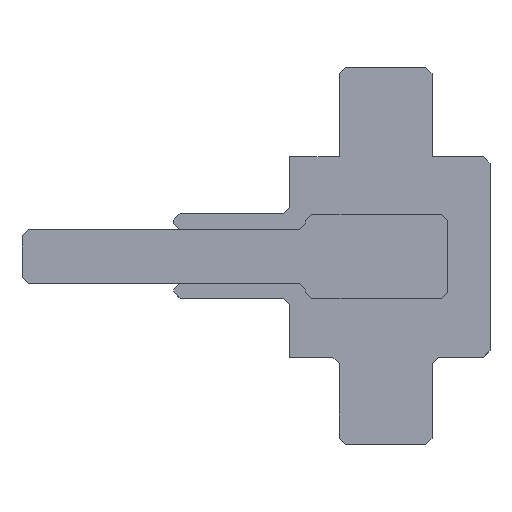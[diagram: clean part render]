
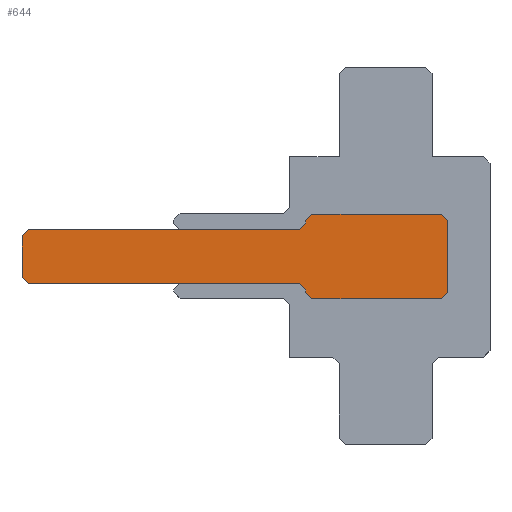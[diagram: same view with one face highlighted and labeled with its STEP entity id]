
A CAD part, top view. The second image highlights one B-rep face of the part: STEP entity #644.
In plain terms, the highlighted planar face has unit normal (0, 0, 1).
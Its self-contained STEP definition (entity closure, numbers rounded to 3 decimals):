
#130=CARTESIAN_POINT('',(0.9,-12.028,11.0));
#131=VERTEX_POINT('',#130);
#132=CARTESIAN_POINT('',(-24.791,-12.028,11.0));
#133=VERTEX_POINT('',#132);
#134=CARTESIAN_POINT('',(0.9,-12.028,11.0));
#135=DIRECTION('',(-1.0,0.0,0.0));
#136=VECTOR('',#135,25.69);
#137=LINE('',#134,#136);
#138=EDGE_CURVE('',#131,#133,#137,.T.);
#170=CARTESIAN_POINT('',(-25.39,-11.427,11.0));
#171=VERTEX_POINT('',#170);
#172=CARTESIAN_POINT('',(-24.791,-12.028,11.0));
#173=DIRECTION('',(-0.706,0.708,0.0));
#174=VECTOR('',#173,0.849);
#175=LINE('',#172,#174);
#176=EDGE_CURVE('',#133,#171,#175,.T.);
#201=CARTESIAN_POINT('',(-25.39,-7.501,11.0));
#202=VERTEX_POINT('',#201);
#203=CARTESIAN_POINT('',(-25.39,-11.427,11.0));
#204=DIRECTION('',(0.0,1.0,0.0));
#205=VECTOR('',#204,3.926);
#206=LINE('',#203,#205);
#207=EDGE_CURVE('',#171,#202,#206,.T.);
#232=CARTESIAN_POINT('',(-24.791,-6.9,11.0));
#233=VERTEX_POINT('',#232);
#234=CARTESIAN_POINT('',(-25.39,-7.501,11.0));
#235=DIRECTION('',(0.706,0.708,0.0));
#236=VECTOR('',#235,0.849);
#237=LINE('',#234,#236);
#238=EDGE_CURVE('',#202,#233,#237,.T.);
#263=CARTESIAN_POINT('',(0.9,-6.9,11.0));
#264=VERTEX_POINT('',#263);
#265=CARTESIAN_POINT('',(-24.791,-6.9,11.0));
#266=DIRECTION('',(1.0,0.0,0.0));
#267=VECTOR('',#266,25.69);
#268=LINE('',#265,#267);
#269=EDGE_CURVE('',#233,#264,#268,.T.);
#294=CARTESIAN_POINT('',(1.5,-6.3,11.0));
#295=VERTEX_POINT('',#294);
#296=CARTESIAN_POINT('',(0.9,-6.9,11.0));
#297=DIRECTION('',(0.708,0.707,0.0));
#298=VECTOR('',#297,0.848);
#299=LINE('',#296,#298);
#300=EDGE_CURVE('',#264,#295,#299,.T.);
#325=CARTESIAN_POINT('',(1.5,-6.051,11.0));
#326=VERTEX_POINT('',#325);
#327=CARTESIAN_POINT('',(1.5,-6.3,11.0));
#328=DIRECTION('',(0.0,1.0,0.0));
#329=VECTOR('',#328,0.249);
#330=LINE('',#327,#329);
#331=EDGE_CURVE('',#295,#326,#330,.T.);
#356=CARTESIAN_POINT('',(2.1,-5.452,11.0));
#357=VERTEX_POINT('',#356);
#358=CARTESIAN_POINT('',(1.5,-6.051,11.0));
#359=DIRECTION('',(0.708,0.707,0.0));
#360=VECTOR('',#359,0.848);
#361=LINE('',#358,#360);
#362=EDGE_CURVE('',#326,#357,#361,.T.);
#387=CARTESIAN_POINT('',(14.408,-5.452,11.0));
#388=VERTEX_POINT('',#387);
#389=CARTESIAN_POINT('',(2.1,-5.452,11.0));
#390=DIRECTION('',(1.0,0.0,0.0));
#391=VECTOR('',#390,12.308);
#392=LINE('',#389,#391);
#393=EDGE_CURVE('',#357,#388,#392,.T.);
#418=CARTESIAN_POINT('',(15.008,-6.051,11.0));
#419=VERTEX_POINT('',#418);
#420=CARTESIAN_POINT('',(14.408,-5.452,11.0));
#421=DIRECTION('',(0.708,-0.707,0.0));
#422=VECTOR('',#421,0.848);
#423=LINE('',#420,#422);
#424=EDGE_CURVE('',#388,#419,#423,.T.);
#449=CARTESIAN_POINT('',(15.008,-12.876,11.0));
#450=VERTEX_POINT('',#449);
#451=CARTESIAN_POINT('',(15.008,-6.051,11.0));
#452=DIRECTION('',(0.0,-1.0,0.0));
#453=VECTOR('',#452,6.825);
#454=LINE('',#451,#453);
#455=EDGE_CURVE('',#419,#450,#454,.T.);
#480=CARTESIAN_POINT('',(14.408,-13.476,11.0));
#481=VERTEX_POINT('',#480);
#482=CARTESIAN_POINT('',(15.008,-12.876,11.0));
#483=DIRECTION('',(-0.708,-0.707,0.0));
#484=VECTOR('',#483,0.848);
#485=LINE('',#482,#484);
#486=EDGE_CURVE('',#450,#481,#485,.T.);
#511=CARTESIAN_POINT('',(2.1,-13.476,11.0));
#512=VERTEX_POINT('',#511);
#513=CARTESIAN_POINT('',(14.408,-13.476,11.0));
#514=DIRECTION('',(-1.0,0.0,0.0));
#515=VECTOR('',#514,12.308);
#516=LINE('',#513,#515);
#517=EDGE_CURVE('',#481,#512,#516,.T.);
#542=CARTESIAN_POINT('',(1.5,-12.876,11.0));
#543=VERTEX_POINT('',#542);
#544=CARTESIAN_POINT('',(2.1,-13.476,11.0));
#545=DIRECTION('',(-0.708,0.707,0.0));
#546=VECTOR('',#545,0.848);
#547=LINE('',#544,#546);
#548=EDGE_CURVE('',#512,#543,#547,.T.);
#573=CARTESIAN_POINT('',(1.5,-12.627,11.0));
#574=VERTEX_POINT('',#573);
#575=CARTESIAN_POINT('',(1.5,-12.876,11.0));
#576=DIRECTION('',(0.0,1.0,0.0));
#577=VECTOR('',#576,0.249);
#578=LINE('',#575,#577);
#579=EDGE_CURVE('',#543,#574,#578,.T.);
#604=CARTESIAN_POINT('',(1.5,-12.627,11.0));
#605=DIRECTION('',(-0.708,0.707,0.0));
#606=VECTOR('',#605,0.848);
#607=LINE('',#604,#606);
#608=EDGE_CURVE('',#574,#131,#607,.T.);
#621=CARTESIAN_POINT('',(-4.463,-9.464,11.0));
#622=DIRECTION('',(0.0,0.0,1.0));
#623=DIRECTION('',(1.0,0.0,0.0));
#624=AXIS2_PLACEMENT_3D('',#621,#622,#623);
#625=PLANE('',#624);
#626=ORIENTED_EDGE('',*,*,#138,.F.);
#627=ORIENTED_EDGE('',*,*,#608,.F.);
#628=ORIENTED_EDGE('',*,*,#579,.F.);
#629=ORIENTED_EDGE('',*,*,#548,.F.);
#630=ORIENTED_EDGE('',*,*,#517,.F.);
#631=ORIENTED_EDGE('',*,*,#486,.F.);
#632=ORIENTED_EDGE('',*,*,#455,.F.);
#633=ORIENTED_EDGE('',*,*,#424,.F.);
#634=ORIENTED_EDGE('',*,*,#393,.F.);
#635=ORIENTED_EDGE('',*,*,#362,.F.);
#636=ORIENTED_EDGE('',*,*,#331,.F.);
#637=ORIENTED_EDGE('',*,*,#300,.F.);
#638=ORIENTED_EDGE('',*,*,#269,.F.);
#639=ORIENTED_EDGE('',*,*,#238,.F.);
#640=ORIENTED_EDGE('',*,*,#207,.F.);
#641=ORIENTED_EDGE('',*,*,#176,.F.);
#642=EDGE_LOOP('',(#626,#627,#628,#629,#630,#631,#632,#633,#634,#635,#636,#637,#638,#639,#640,#641));
#643=FACE_OUTER_BOUND('',#642,.T.);
#644=ADVANCED_FACE('',(#643),#625,.T.);
